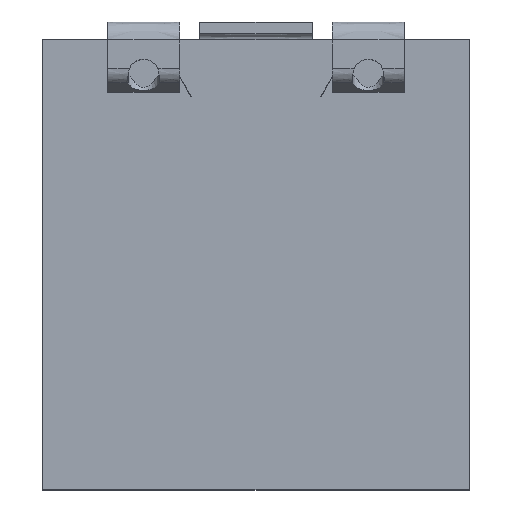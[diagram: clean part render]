
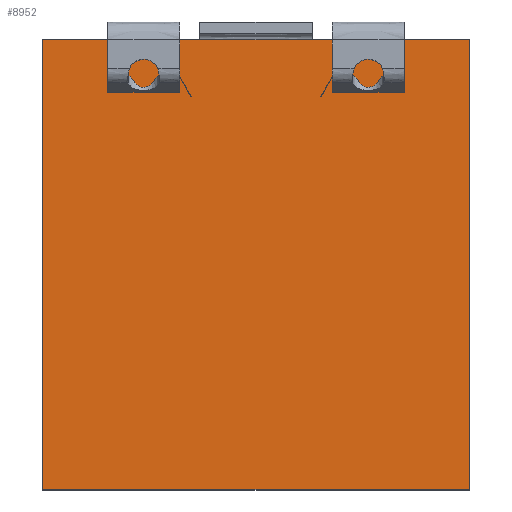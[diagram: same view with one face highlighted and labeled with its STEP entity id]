
A CAD part, top view. The second image highlights one B-rep face of the part: STEP entity #8952.
In plain terms, the highlighted free-form (B-spline) face has degree [1, 1] with [2, 2] control points.
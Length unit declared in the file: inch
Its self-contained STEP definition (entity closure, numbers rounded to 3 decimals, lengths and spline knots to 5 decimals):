
#383=DIRECTION('',(-1.,0.,0.));
#384=VECTOR('',#383,0.19);
#385=CARTESIAN_POINT('',(0.083,0.11,0.));
#386=LINE('',#385,#384);
#397=DIRECTION('',(0.,1.,0.));
#398=VECTOR('',#397,0.2);
#399=CARTESIAN_POINT('',(0.083,-0.09,0.));
#400=LINE('',#399,#398);
#404=DIRECTION('',(0.521,0.853,0.));
#405=VECTOR('',#404,0.01172);
#406=CARTESIAN_POINT('',(0.0168,0.085,0.));
#407=LINE('',#406,#405);
#411=DIRECTION('',(1.,0.,0.));
#412=VECTOR('',#411,0.0002);
#413=CARTESIAN_POINT('',(0.0168,0.085,0.));
#414=LINE('',#413,#412);
#418=DIRECTION('',(0.514,0.857,0.));
#419=VECTOR('',#418,0.01166);
#420=CARTESIAN_POINT('',(0.017,0.085,0.));
#421=LINE('',#420,#419);
#425=DIRECTION('',(-1.,0.,0.));
#426=VECTOR('',#425,0.00008);
#427=CARTESIAN_POINT('',(0.023,0.095,0.));
#428=LINE('',#427,#426);
#432=DIRECTION('',(-1.,0.,0.));
#433=VECTOR('',#432,0.19);
#434=CARTESIAN_POINT('',(0.083,-0.09,0.));
#435=LINE('',#434,#433);
#439=DIRECTION('',(0.,1.,0.));
#440=VECTOR('',#439,0.2);
#441=CARTESIAN_POINT('',(-0.107,-0.09,0.));
#442=LINE('',#441,#440);
#446=DIRECTION('',(-1.,0.,0.));
#447=VECTOR('',#446,0.00008);
#448=CARTESIAN_POINT('',(-0.04692,0.095,0.));
#449=LINE('',#448,#447);
#453=DIRECTION('',(0.514,-0.857,0.));
#454=VECTOR('',#453,0.01166);
#455=CARTESIAN_POINT('',(-0.047,0.095,0.));
#456=LINE('',#455,#454);
#460=DIRECTION('',(1.,0.,0.));
#461=VECTOR('',#460,0.0002);
#462=CARTESIAN_POINT('',(-0.041,0.085,0.));
#463=LINE('',#462,#461);
#467=DIRECTION('',(0.521,-0.853,0.));
#468=VECTOR('',#467,0.01172);
#469=CARTESIAN_POINT('',(-0.04692,0.095,0.));
#470=LINE('',#469,#468);
#474=DIRECTION('',(-1.,0.,0.));
#475=VECTOR('',#474,0.032);
#476=CARTESIAN_POINT('',(-0.046,0.08685,0.));
#477=LINE('',#476,#475);
#481=DIRECTION('',(0.,-1.,0.));
#482=VECTOR('',#481,0.00618);
#483=CARTESIAN_POINT('',(-0.046,0.09303,0.));
#484=LINE('',#483,#482);
#488=DIRECTION('',(-1.,0.,0.));
#489=VECTOR('',#488,0.01073);
#490=CARTESIAN_POINT('',(-0.046,0.09303,0.));
#491=LINE('',#490,#489);
#495=CARTESIAN_POINT('',(-0.05673,0.09303,0.));
#496=CARTESIAN_POINT('',(-0.05717,0.09217,0.));
#497=CARTESIAN_POINT('',(-0.05805,0.09092,0.));
#498=CARTESIAN_POINT('',(-0.0598,0.08936,0.));
#499=CARTESIAN_POINT('',(-0.062,0.08869,0.));
#500=CARTESIAN_POINT('',(-0.0642,0.08936,0.));
#501=CARTESIAN_POINT('',(-0.06595,0.09092,0.));
#502=CARTESIAN_POINT('',(-0.06683,0.09217,0.));
#503=CARTESIAN_POINT('',(-0.06727,0.09303,0.));
#508=DIRECTION('',(-1.,0.,0.));
#509=VECTOR('',#508,0.01073);
#510=CARTESIAN_POINT('',(-0.06727,0.09303,0.));
#511=LINE('',#510,#509);
#515=DIRECTION('',(0.,-1.,0.));
#516=VECTOR('',#515,0.00618);
#517=CARTESIAN_POINT('',(-0.078,0.09303,0.));
#518=LINE('',#517,#516);
#522=DIRECTION('',(-1.,0.,0.));
#523=VECTOR('',#522,0.032);
#524=CARTESIAN_POINT('',(0.054,0.08685,0.));
#525=LINE('',#524,#523);
#529=DIRECTION('',(0.,-1.,0.));
#530=VECTOR('',#529,0.00618);
#531=CARTESIAN_POINT('',(0.054,0.09303,0.));
#532=LINE('',#531,#530);
#536=DIRECTION('',(-1.,0.,0.));
#537=VECTOR('',#536,0.01073);
#538=CARTESIAN_POINT('',(0.054,0.09303,0.));
#539=LINE('',#538,#537);
#543=CARTESIAN_POINT('',(0.04327,0.09303,0.));
#544=CARTESIAN_POINT('',(0.04283,0.09217,0.));
#545=CARTESIAN_POINT('',(0.04195,0.09092,0.));
#546=CARTESIAN_POINT('',(0.0402,0.08936,0.));
#547=CARTESIAN_POINT('',(0.038,0.08869,0.));
#548=CARTESIAN_POINT('',(0.0358,0.08936,0.));
#549=CARTESIAN_POINT('',(0.03405,0.09092,0.));
#550=CARTESIAN_POINT('',(0.03317,0.09217,0.));
#551=CARTESIAN_POINT('',(0.03273,0.09303,0.));
#556=DIRECTION('',(-1.,0.,0.));
#557=VECTOR('',#556,0.01073);
#558=CARTESIAN_POINT('',(0.03273,0.09303,0.));
#559=LINE('',#558,#557);
#563=DIRECTION('',(0.,-1.,0.));
#564=VECTOR('',#563,0.00618);
#565=CARTESIAN_POINT('',(0.022,0.09303,0.));
#566=LINE('',#565,#564);
#7520=CARTESIAN_POINT('',(0.083,-0.09,0.));
#7521=CARTESIAN_POINT('',(-0.107,-0.09,0.));
#7522=VERTEX_POINT('',#7520);
#7523=VERTEX_POINT('',#7521);
#7801=CARTESIAN_POINT('',(-0.107,0.11,0.));
#7803=VERTEX_POINT('',#7801);
#7804=CARTESIAN_POINT('',(0.083,0.11,0.));
#7806=VERTEX_POINT('',#7804);
#7833=CARTESIAN_POINT('',(-0.04692,0.095,0.));
#7835=VERTEX_POINT('',#7833);
#7842=CARTESIAN_POINT('',(0.02292,0.095,0.));
#7843=VERTEX_POINT('',#7842);
#7884=CARTESIAN_POINT('',(-0.041,0.085,0.));
#7886=VERTEX_POINT('',#7884);
#7888=CARTESIAN_POINT('',(0.017,0.085,0.));
#7890=VERTEX_POINT('',#7888);
#7924=CARTESIAN_POINT('',(-0.047,0.095,0.));
#7925=VERTEX_POINT('',#7924);
#7926=CARTESIAN_POINT('',(0.023,0.095,0.));
#7927=VERTEX_POINT('',#7926);
#7960=CARTESIAN_POINT('',(-0.0408,0.085,0.));
#7962=VERTEX_POINT('',#7960);
#7966=CARTESIAN_POINT('',(0.0168,0.085,0.));
#7967=VERTEX_POINT('',#7966);
#8486=CARTESIAN_POINT('',(-0.046,0.08685,0.));
#8487=CARTESIAN_POINT('',(-0.078,0.08685,0.));
#8488=VERTEX_POINT('',#8486);
#8489=VERTEX_POINT('',#8487);
#8490=CARTESIAN_POINT('',(-0.078,0.09303,0.));
#8491=VERTEX_POINT('',#8490);
#8492=VERTEX_POINT('',#495);
#8493=VERTEX_POINT('',#503);
#8494=CARTESIAN_POINT('',(-0.046,0.09303,0.));
#8495=VERTEX_POINT('',#8494);
#8496=CARTESIAN_POINT('',(0.054,0.08685,0.));
#8497=CARTESIAN_POINT('',(0.022,0.08685,0.));
#8498=VERTEX_POINT('',#8496);
#8499=VERTEX_POINT('',#8497);
#8500=CARTESIAN_POINT('',(0.022,0.09303,0.));
#8501=VERTEX_POINT('',#8500);
#8502=VERTEX_POINT('',#543);
#8503=VERTEX_POINT('',#551);
#8504=CARTESIAN_POINT('',(0.054,0.09303,0.));
#8505=VERTEX_POINT('',#8504);
#8891=CARTESIAN_POINT('',(0.0868,-0.094,0.));
#8892=CARTESIAN_POINT('',(0.0868,0.114,0.));
#8893=CARTESIAN_POINT('',(-0.1108,-0.094,0.));
#8894=CARTESIAN_POINT('',(-0.1108,0.114,0.));
#8895=B_SPLINE_SURFACE_WITH_KNOTS('',1,1,((#8891,#8892),(#8893,#8894)),
.UNSPECIFIED.,.F.,.F.,.F.,(2,2),(2,2),(-0.0868,0.1108),(-0.094,0.114),
.UNSPECIFIED.);
#8896=ORIENTED_EDGE('',*,*,#8870,.F.);
#8897=ORIENTED_EDGE('',*,*,#8882,.F.);
#8899=ORIENTED_EDGE('',*,*,#8898,.T.);
#8901=ORIENTED_EDGE('',*,*,#8900,.T.);
#8902=EDGE_LOOP('',(#8896,#8897,#8899,#8901));
#8903=FACE_OUTER_BOUND('',#8902,.F.);
#8905=ORIENTED_EDGE('',*,*,#8904,.F.);
#8907=ORIENTED_EDGE('',*,*,#8906,.T.);
#8909=ORIENTED_EDGE('',*,*,#8908,.T.);
#8911=ORIENTED_EDGE('',*,*,#8910,.T.);
#8912=EDGE_LOOP('',(#8905,#8907,#8909,#8911));
#8913=FACE_BOUND('',#8912,.F.);
#8915=ORIENTED_EDGE('',*,*,#8914,.T.);
#8917=ORIENTED_EDGE('',*,*,#8916,.T.);
#8919=ORIENTED_EDGE('',*,*,#8918,.T.);
#8921=ORIENTED_EDGE('',*,*,#8920,.F.);
#8922=EDGE_LOOP('',(#8915,#8917,#8919,#8921));
#8923=FACE_BOUND('',#8922,.F.);
#8925=ORIENTED_EDGE('',*,*,#8924,.F.);
#8927=ORIENTED_EDGE('',*,*,#8926,.F.);
#8929=ORIENTED_EDGE('',*,*,#8928,.T.);
#8931=ORIENTED_EDGE('',*,*,#8930,.T.);
#8933=ORIENTED_EDGE('',*,*,#8932,.T.);
#8935=ORIENTED_EDGE('',*,*,#8934,.T.);
#8936=EDGE_LOOP('',(#8925,#8927,#8929,#8931,#8933,#8935));
#8937=FACE_BOUND('',#8936,.F.);
#8939=ORIENTED_EDGE('',*,*,#8938,.F.);
#8941=ORIENTED_EDGE('',*,*,#8940,.F.);
#8943=ORIENTED_EDGE('',*,*,#8942,.T.);
#8945=ORIENTED_EDGE('',*,*,#8944,.T.);
#8947=ORIENTED_EDGE('',*,*,#8946,.T.);
#8949=ORIENTED_EDGE('',*,*,#8948,.T.);
#8950=EDGE_LOOP('',(#8939,#8941,#8943,#8945,#8947,#8949));
#8951=FACE_BOUND('',#8950,.F.);
#8952=ADVANCED_FACE('',(#8903,#8913,#8923,#8937,#8951),#8895,.F.);
#504=B_SPLINE_CURVE_WITH_KNOTS('',3,(#495,#496,#497,#498,#499,#500,#501,#502,
#503),.UNSPECIFIED.,.F.,.F.,(4,1,1,1,1,1,4),(0.,0.125,0.25,0.5,0.75,
0.875,1.),.UNSPECIFIED.);
#552=B_SPLINE_CURVE_WITH_KNOTS('',3,(#543,#544,#545,#546,#547,#548,#549,#550,
#551),.UNSPECIFIED.,.F.,.F.,(4,1,1,1,1,1,4),(0.,0.125,0.25,0.5,0.75,
0.875,1.),.UNSPECIFIED.);
#8870=EDGE_CURVE('',#7806,#7803,#386,.T.);
#8882=EDGE_CURVE('',#7522,#7806,#400,.T.);
#8898=EDGE_CURVE('',#7522,#7523,#435,.T.);
#8900=EDGE_CURVE('',#7523,#7803,#442,.T.);
#8904=EDGE_CURVE('',#7967,#7843,#407,.T.);
#8906=EDGE_CURVE('',#7967,#7890,#414,.T.);
#8908=EDGE_CURVE('',#7890,#7927,#421,.T.);
#8910=EDGE_CURVE('',#7927,#7843,#428,.T.);
#8914=EDGE_CURVE('',#7835,#7925,#449,.T.);
#8916=EDGE_CURVE('',#7925,#7886,#456,.T.);
#8918=EDGE_CURVE('',#7886,#7962,#463,.T.);
#8920=EDGE_CURVE('',#7835,#7962,#470,.T.);
#8924=EDGE_CURVE('',#8488,#8489,#477,.T.);
#8926=EDGE_CURVE('',#8495,#8488,#484,.T.);
#8928=EDGE_CURVE('',#8495,#8492,#491,.T.);
#8930=EDGE_CURVE('',#8492,#8493,#504,.T.);
#8932=EDGE_CURVE('',#8493,#8491,#511,.T.);
#8934=EDGE_CURVE('',#8491,#8489,#518,.T.);
#8938=EDGE_CURVE('',#8498,#8499,#525,.T.);
#8940=EDGE_CURVE('',#8505,#8498,#532,.T.);
#8942=EDGE_CURVE('',#8505,#8502,#539,.T.);
#8944=EDGE_CURVE('',#8502,#8503,#552,.T.);
#8946=EDGE_CURVE('',#8503,#8501,#559,.T.);
#8948=EDGE_CURVE('',#8501,#8499,#566,.T.);
